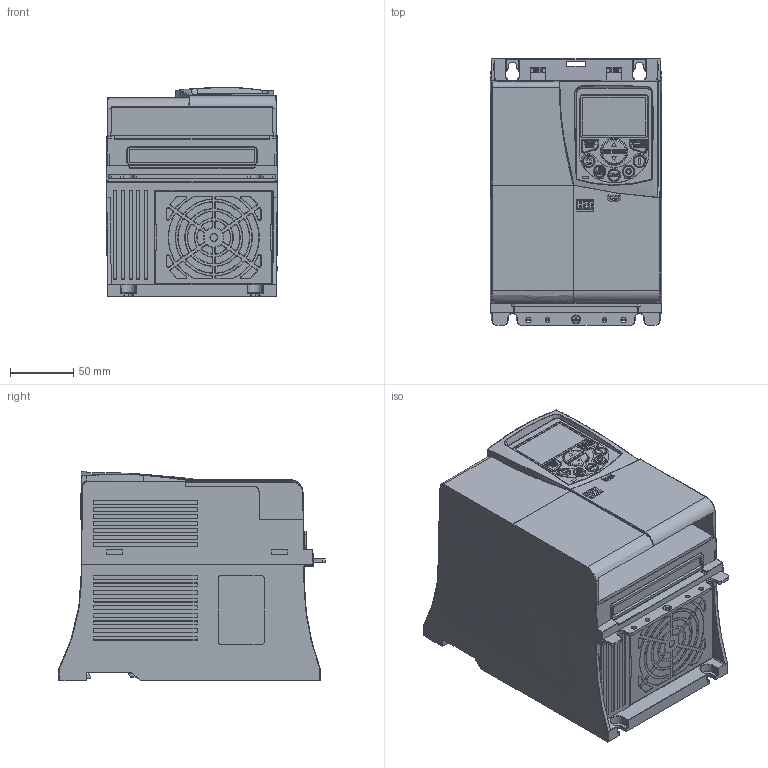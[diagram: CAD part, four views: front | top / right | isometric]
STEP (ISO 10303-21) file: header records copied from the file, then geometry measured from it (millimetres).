
FILE_DESCRIPTION (( 'STEP AP214' ), '1' );
FILE_NAME ('CFW500 MEC C IP20 nc coord fxt r1B New2 fxt.STEP', '2022-07-26T14:46:08', ( '' ), ( '' ), 'SwSTEP 2.0', 'SolidWorks 2021', '' );
FILE_SCHEMA (( 'AUTOMOTIVE_DESIGN' ));
Products named in the file (1): CFW500 MEC C IP20 nc coord fxt r1B New2 fxt
Bounding box: 135.17 x 209.96 x 165.11 mm (x, y, z)
Volume: 3437187.9 mm3; surface area: 233868.4 mm2
Topology: 1 solids, 4 shells, 3702 faces, 9719 edges, 6214 vertices
Faces by surface type: plane 1564, cylinder 810, bspline 649, torus 317, cone 279, sphere 83
Entity records: 138747 total; most frequent: CARTESIAN_POINT 52306, ORIENTED_EDGE 19412, DIRECTION 16044, EDGE_CURVE 9706, VERTEX_POINT 6214, AXIS2_PLACEMENT_3D 5385, LINE 5274, VECTOR 5274
